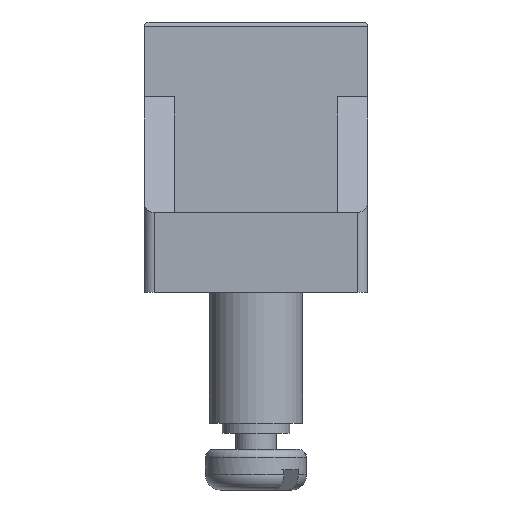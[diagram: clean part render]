
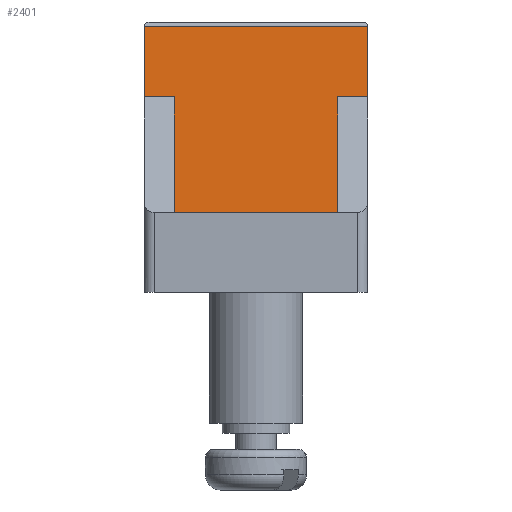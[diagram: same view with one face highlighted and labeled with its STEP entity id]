
A CAD part, left-side view. The second image highlights one B-rep face of the part: STEP entity #2401.
In plain terms, the highlighted planar face has unit normal (-1, 0, 0.03).
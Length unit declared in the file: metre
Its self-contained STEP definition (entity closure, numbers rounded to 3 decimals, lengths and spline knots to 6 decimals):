
#12=ELLIPSE('',#2598,0.0005,0.0005);
#13=ELLIPSE('',#2599,0.0005,0.0005);
#123=PLANE('',#2597);
#217=LINE('',#3710,#441);
#218=LINE('',#3715,#442);
#219=LINE('',#3719,#443);
#220=LINE('',#3721,#444);
#221=LINE('',#3723,#445);
#222=LINE('',#3725,#446);
#223=LINE('',#3727,#447);
#224=LINE('',#3729,#448);
#441=VECTOR('',#2946,1.);
#442=VECTOR('',#2949,1.);
#443=VECTOR('',#2952,1.);
#444=VECTOR('',#2953,1.);
#445=VECTOR('',#2954,1.);
#446=VECTOR('',#2955,1.);
#447=VECTOR('',#2956,1.);
#448=VECTOR('',#2957,1.);
#754=ORIENTED_EDGE('',*,*,#1387,.F.);
#755=ORIENTED_EDGE('',*,*,#1388,.T.);
#756=ORIENTED_EDGE('',*,*,#1389,.T.);
#757=ORIENTED_EDGE('',*,*,#1390,.T.);
#758=ORIENTED_EDGE('',*,*,#1391,.T.);
#759=ORIENTED_EDGE('',*,*,#1392,.F.);
#760=ORIENTED_EDGE('',*,*,#1393,.T.);
#761=ORIENTED_EDGE('',*,*,#1394,.F.);
#762=ORIENTED_EDGE('',*,*,#1395,.F.);
#763=ORIENTED_EDGE('',*,*,#1396,.T.);
#1387=EDGE_CURVE('',#1716,#1717,#217,.T.);
#1388=EDGE_CURVE('',#1716,#1718,#12,.F.);
#1389=EDGE_CURVE('',#1718,#1719,#218,.T.);
#1390=EDGE_CURVE('',#1719,#1720,#13,.F.);
#1391=EDGE_CURVE('',#1720,#1721,#219,.T.);
#1392=EDGE_CURVE('',#1722,#1721,#220,.T.);
#1393=EDGE_CURVE('',#1722,#1723,#221,.T.);
#1394=EDGE_CURVE('',#1724,#1723,#222,.T.);
#1395=EDGE_CURVE('',#1725,#1724,#223,.T.);
#1396=EDGE_CURVE('',#1725,#1717,#224,.T.);
#1716=VERTEX_POINT('',#3711);
#1717=VERTEX_POINT('',#3712);
#1718=VERTEX_POINT('',#3714);
#1719=VERTEX_POINT('',#3716);
#1720=VERTEX_POINT('',#3718);
#1721=VERTEX_POINT('',#3720);
#1722=VERTEX_POINT('',#3722);
#1723=VERTEX_POINT('',#3724);
#1724=VERTEX_POINT('',#3726);
#1725=VERTEX_POINT('',#3728);
#2005=EDGE_LOOP('',(#754,#755,#756,#757,#758,#759,#760,#761,#762,#763));
#2187=FACE_BOUND('',#2005,.T.);
#2401=ADVANCED_FACE('',(#2187),#123,.F.);
#2597=AXIS2_PLACEMENT_3D('',#3709,#2944,#2945);
#2598=AXIS2_PLACEMENT_3D('',#3713,#2947,#2948);
#2599=AXIS2_PLACEMENT_3D('',#3717,#2950,#2951);
#2944=DIRECTION('',(1.,0.,-0.03));
#2945=DIRECTION('',(-0.03,0.,-1.));
#2946=DIRECTION('',(-0.03,0.,-1.));
#2947=DIRECTION('',(1.,0.,-0.03));
#2948=DIRECTION('',(-0.03,0.,-1.));
#2949=DIRECTION('',(0.,1.,0.));
#2950=DIRECTION('',(1.,0.,-0.03));
#2951=DIRECTION('',(-0.03,0.,-1.));
#2952=DIRECTION('',(-0.03,0.,-1.));
#2953=DIRECTION('',(0.,1.,0.));
#2954=DIRECTION('',(-0.03,0.,-1.));
#2955=DIRECTION('',(0.,1.,0.));
#2956=DIRECTION('',(-0.03,0.,-1.));
#2957=DIRECTION('',(0.,-1.,0.));
#3709=CARTESIAN_POINT('',(-0.008367,-0.011049,0.0312));
#3710=CARTESIAN_POINT('',(-0.008367,-0.011049,0.0312));
#3711=CARTESIAN_POINT('',(-0.008098,-0.011049,0.0401));
#3712=CARTESIAN_POINT('',(-0.008306,-0.011049,0.033204));
#3713=CARTESIAN_POINT('',(-0.008098,-0.010549,0.0401));
#3714=CARTESIAN_POINT('',(-0.008097,-0.011049,0.040115));
#3715=CARTESIAN_POINT('',(-0.008097,-0.011049,0.040115));
#3716=CARTESIAN_POINT('',(-0.008097,0.011049,0.040115));
#3717=CARTESIAN_POINT('',(-0.008098,0.010549,0.0401));
#3718=CARTESIAN_POINT('',(-0.008098,0.011049,0.0401));
#3719=CARTESIAN_POINT('',(-0.008367,0.011049,0.0312));
#3720=CARTESIAN_POINT('',(-0.008306,0.011049,0.033204));
#3721=CARTESIAN_POINT('',(-0.008306,0.008049,0.033204));
#3722=CARTESIAN_POINT('',(-0.008306,0.008049,0.033204));
#3723=CARTESIAN_POINT('',(-0.008367,0.008049,0.0312));
#3724=CARTESIAN_POINT('',(-0.008651,0.008049,0.0218));
#3725=CARTESIAN_POINT('',(-0.008651,-0.011049,0.0218));
#3726=CARTESIAN_POINT('',(-0.008651,-0.008049,0.0218));
#3727=CARTESIAN_POINT('',(-0.008367,-0.008049,0.0312));
#3728=CARTESIAN_POINT('',(-0.008306,-0.008049,0.033204));
#3729=CARTESIAN_POINT('',(-0.008306,-0.008049,0.033204));
